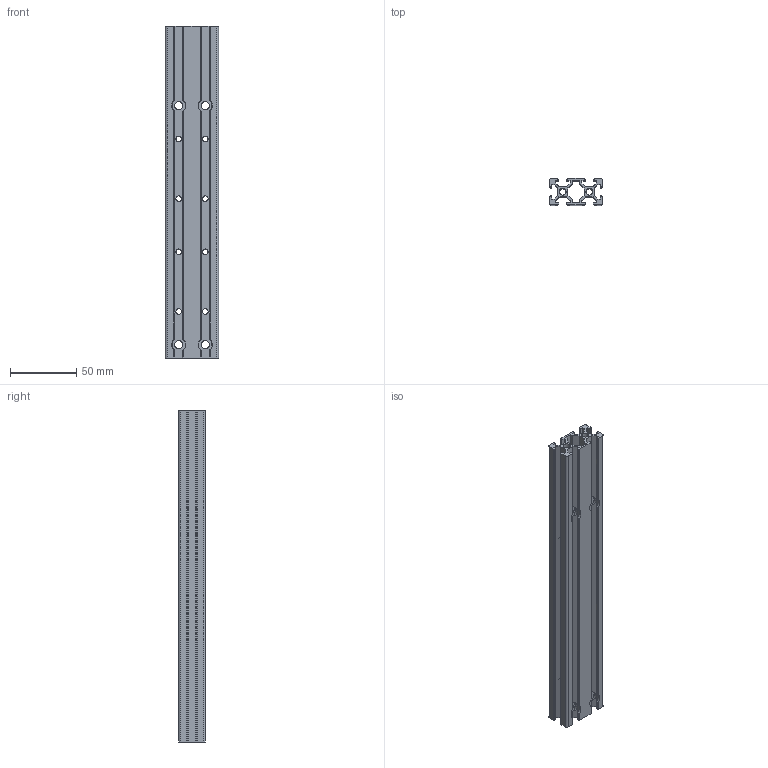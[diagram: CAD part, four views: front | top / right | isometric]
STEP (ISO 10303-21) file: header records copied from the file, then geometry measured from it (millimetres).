
FILE_DESCRIPTION (( 'STEP AP214' ), '1' );
FILE_NAME ('2040欧标铝型材_长250(待定)_底座转台纵梁 2个.STEP', '2023-07-18T06:02:56', ( '' ), ( '' ), 'SwSTEP 2.0', 'SolidWorks 2022', '' );
FILE_SCHEMA (( 'AUTOMOTIVE_DESIGN' ));
Length unit declared in the file: millimetre
Products named in the file (1): 2040欧标铝型材_长250(待定)_底座转台纵梁 2个
Bounding box: 40 x 20 x 250 mm (x, y, z)
Volume: 72125.9 mm3; surface area: 77681.3 mm2
Topology: 1 solids, 1 shells, 270 faces, 864 edges, 576 vertices
Faces by surface type: plane 154, cylinder 116
Entity records: 13051 total; most frequent: CARTESIAN_POINT 3527, ORIENTED_EDGE 1728, DIRECTION 1462, EDGE_CURVE 864, VERTEX_POINT 576, VECTOR 552, LINE 552, AXIS2_PLACEMENT_3D 455
